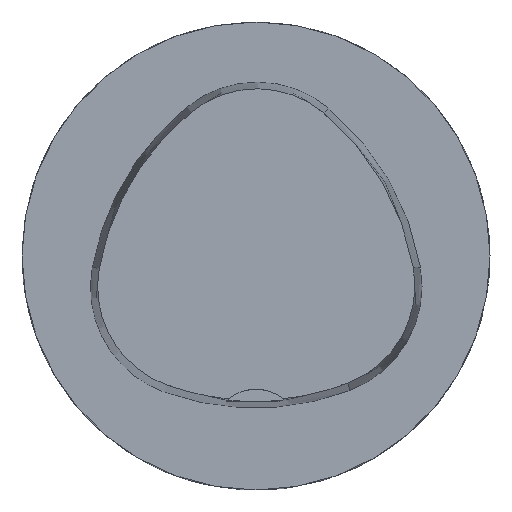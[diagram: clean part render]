
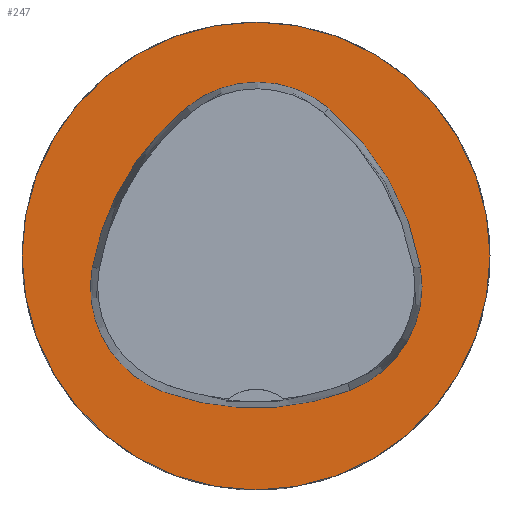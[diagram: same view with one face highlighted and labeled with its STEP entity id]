
A CAD part, top view. The second image highlights one B-rep face of the part: STEP entity #247.
In plain terms, the highlighted planar face has unit normal (0, 0, 1).
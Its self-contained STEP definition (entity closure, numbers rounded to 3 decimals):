
#102=FACE_BOUND('',#440,.T.);
#103=FACE_BOUND('',#441,.T.);
#151=PLANE('',#1724);
#247=ADVANCED_FACE('',(#102,#103),#151,.T.);
#440=EDGE_LOOP('',(#698,#699,#700,#701,#702,#703));
#441=EDGE_LOOP('',(#704));
#514=CIRCLE('',#1695,31.5);
#515=CIRCLE('',#1701,36.);
#517=CIRCLE('',#1704,15.);
#519=CIRCLE('',#1707,36.);
#521=CIRCLE('',#1710,15.);
#525=CIRCLE('',#1715,36.);
#527=CIRCLE('',#1718,15.);
#698=ORIENTED_EDGE('',*,*,#1218,.T.);
#699=ORIENTED_EDGE('',*,*,#1198,.T.);
#700=ORIENTED_EDGE('',*,*,#1202,.T.);
#701=ORIENTED_EDGE('',*,*,#1205,.T.);
#702=ORIENTED_EDGE('',*,*,#1208,.T.);
#703=ORIENTED_EDGE('',*,*,#1216,.T.);
#704=ORIENTED_EDGE('',*,*,#1189,.F.);
#1030=VERTEX_POINT('',#2462);
#1039=VERTEX_POINT('',#2481);
#1040=VERTEX_POINT('',#2482);
#1043=VERTEX_POINT('',#2490);
#1045=VERTEX_POINT('',#2496);
#1047=VERTEX_POINT('',#2502);
#1054=VERTEX_POINT('',#2523);
#1189=EDGE_CURVE('',#1030,#1030,#514,.T.);
#1198=EDGE_CURVE('',#1039,#1040,#515,.T.);
#1202=EDGE_CURVE('',#1040,#1043,#517,.T.);
#1205=EDGE_CURVE('',#1043,#1045,#519,.T.);
#1208=EDGE_CURVE('',#1045,#1047,#521,.T.);
#1216=EDGE_CURVE('',#1047,#1054,#525,.T.);
#1218=EDGE_CURVE('',#1054,#1039,#527,.T.);
#1695=AXIS2_PLACEMENT_3D('',#2461,#1943,#1944);
#1701=AXIS2_PLACEMENT_3D('',#2480,#1959,#1960);
#1704=AXIS2_PLACEMENT_3D('',#2489,#1967,#1968);
#1707=AXIS2_PLACEMENT_3D('',#2495,#1974,#1975);
#1710=AXIS2_PLACEMENT_3D('',#2501,#1981,#1982);
#1715=AXIS2_PLACEMENT_3D('',#2524,#1993,#1994);
#1718=AXIS2_PLACEMENT_3D('',#2527,#1999,#2000);
#1724=AXIS2_PLACEMENT_3D('',#2533,#2011,#2012);
#1943=DIRECTION('',(0.,0.,-1.));
#1944=DIRECTION('',(-1.,0.,0.));
#1959=DIRECTION('',(0.,0.,-1.));
#1960=DIRECTION('',(-1.,0.,0.));
#1967=DIRECTION('',(0.,0.,-1.));
#1968=DIRECTION('',(-1.,0.,0.));
#1974=DIRECTION('',(0.,0.,-1.));
#1975=DIRECTION('',(-1.,0.,0.));
#1981=DIRECTION('',(0.,0.,-1.));
#1982=DIRECTION('',(-1.,0.,0.));
#1993=DIRECTION('',(0.,0.,-1.));
#1994=DIRECTION('',(-1.,0.,0.));
#1999=DIRECTION('',(0.,0.,-1.));
#2000=DIRECTION('',(-1.,0.,0.));
#2011=DIRECTION('',(0.,0.,1.));
#2012=DIRECTION('',(1.,0.,0.));
#2461=CARTESIAN_POINT('',(0.,0.,0.));
#2462=CARTESIAN_POINT('',(-31.5,0.,0.));
#2480=CARTESIAN_POINT('',(13.398,-7.893,0.));
#2481=CARTESIAN_POINT('',(-22.041,-1.562,0.));
#2482=CARTESIAN_POINT('',(-9.317,20.036,0.));
#2489=CARTESIAN_POINT('',(0.148,8.399,0.));
#2490=CARTESIAN_POINT('',(9.779,19.898,0.));
#2495=CARTESIAN_POINT('',(-13.337,-7.7,0.));
#2496=CARTESIAN_POINT('',(22.122,-1.48,0.));
#2501=CARTESIAN_POINT('',(7.347,-4.071,0.));
#2502=CARTESIAN_POINT('',(12.693,-18.087,0.));
#2523=CARTESIAN_POINT('',(-12.373,-18.307,0.));
#2524=CARTESIAN_POINT('',(-0.137,15.55,0.));
#2527=CARTESIAN_POINT('',(-7.275,-4.2,0.));
#2533=CARTESIAN_POINT('',(0.,0.,0.));
